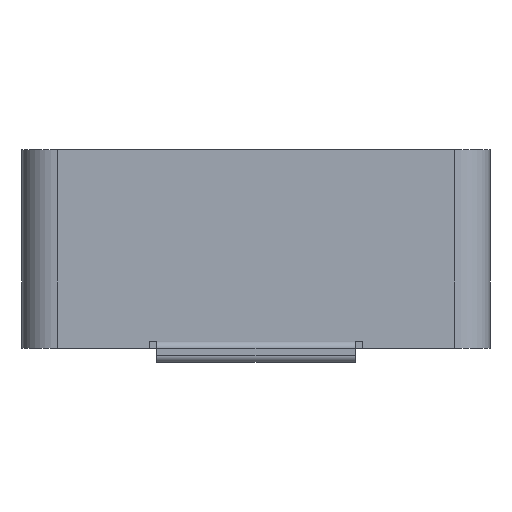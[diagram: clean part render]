
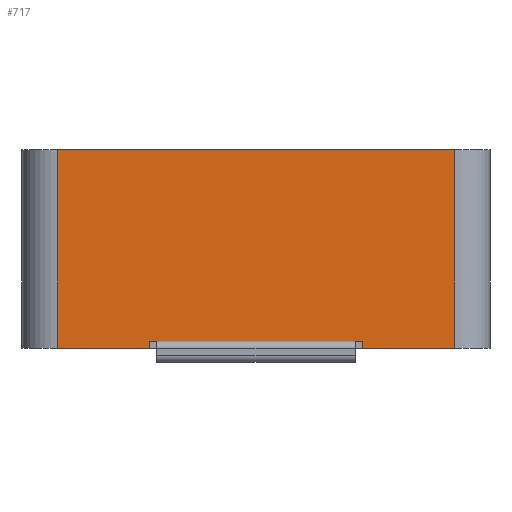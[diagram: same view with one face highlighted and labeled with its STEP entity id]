
A CAD part, front view. The second image highlights one B-rep face of the part: STEP entity #717.
In plain terms, the highlighted planar face has unit normal (0, -1, 0).
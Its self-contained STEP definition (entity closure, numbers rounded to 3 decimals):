
#206 = VERTEX_POINT('',#207);
#207 = CARTESIAN_POINT('',(1.5,1.,0.));
#214 = EDGE_CURVE('',#215,#206,#217,.T.);
#215 = VERTEX_POINT('',#216);
#216 = CARTESIAN_POINT('',(2.8,1.,0.));
#217 = LINE('',#218,#219);
#218 = CARTESIAN_POINT('',(7.6,1.,0.));
#219 = VECTOR('',#220,1.);
#220 = DIRECTION('',(-1.,0.,0.));
#255 = VERTEX_POINT('',#256);
#256 = CARTESIAN_POINT('',(5.8,1.,0.));
#262 = EDGE_CURVE('',#263,#255,#265,.T.);
#263 = VERTEX_POINT('',#264);
#264 = CARTESIAN_POINT('',(7.1,1.,0.));
#265 = LINE('',#266,#267);
#266 = CARTESIAN_POINT('',(7.6,1.,0.));
#267 = VECTOR('',#268,1.);
#268 = DIRECTION('',(-1.,0.,0.));
#697 = EDGE_CURVE('',#263,#698,#700,.T.);
#698 = VERTEX_POINT('',#699);
#699 = CARTESIAN_POINT('',(7.1,1.,2.8));
#700 = LINE('',#701,#702);
#701 = CARTESIAN_POINT('',(7.1,1.,0.));
#702 = VECTOR('',#703,1.);
#703 = DIRECTION('',(0.,0.,1.));
#717 = ADVANCED_FACE('',(#718),#775,.T.);
#718 = FACE_BOUND('',#719,.T.);
#719 = EDGE_LOOP('',(#720,#721,#722,#730,#736,#737,#745,#753,#761,#769)
  );
#720 = ORIENTED_EDGE('',*,*,#262,.F.);
#721 = ORIENTED_EDGE('',*,*,#697,.T.);
#722 = ORIENTED_EDGE('',*,*,#723,.T.);
#723 = EDGE_CURVE('',#698,#724,#726,.T.);
#724 = VERTEX_POINT('',#725);
#725 = CARTESIAN_POINT('',(1.5,1.,2.8));
#726 = LINE('',#727,#728);
#727 = CARTESIAN_POINT('',(7.6,1.,2.8));
#728 = VECTOR('',#729,1.);
#729 = DIRECTION('',(-1.,0.,0.));
#730 = ORIENTED_EDGE('',*,*,#731,.F.);
#731 = EDGE_CURVE('',#206,#724,#732,.T.);
#732 = LINE('',#733,#734);
#733 = CARTESIAN_POINT('',(1.5,1.,0.));
#734 = VECTOR('',#735,1.);
#735 = DIRECTION('',(0.,0.,1.));
#736 = ORIENTED_EDGE('',*,*,#214,.F.);
#737 = ORIENTED_EDGE('',*,*,#738,.T.);
#738 = EDGE_CURVE('',#215,#739,#741,.T.);
#739 = VERTEX_POINT('',#740);
#740 = CARTESIAN_POINT('',(2.8,1.,0.1));
#741 = LINE('',#742,#743);
#742 = CARTESIAN_POINT('',(2.8,1.,0.));
#743 = VECTOR('',#744,1.);
#744 = DIRECTION('',(0.,0.,1.));
#745 = ORIENTED_EDGE('',*,*,#746,.T.);
#746 = EDGE_CURVE('',#739,#747,#749,.T.);
#747 = VERTEX_POINT('',#748);
#748 = CARTESIAN_POINT('',(2.9,1.,0.1));
#749 = LINE('',#750,#751);
#750 = CARTESIAN_POINT('',(2.8,1.,0.1));
#751 = VECTOR('',#752,1.);
#752 = DIRECTION('',(1.,0.,0.));
#753 = ORIENTED_EDGE('',*,*,#754,.T.);
#754 = EDGE_CURVE('',#747,#755,#757,.T.);
#755 = VERTEX_POINT('',#756);
#756 = CARTESIAN_POINT('',(5.7,1.,0.1));
#757 = LINE('',#758,#759);
#758 = CARTESIAN_POINT('',(2.8,1.,0.1));
#759 = VECTOR('',#760,1.);
#760 = DIRECTION('',(1.,0.,0.));
#761 = ORIENTED_EDGE('',*,*,#762,.T.);
#762 = EDGE_CURVE('',#755,#763,#765,.T.);
#763 = VERTEX_POINT('',#764);
#764 = CARTESIAN_POINT('',(5.8,1.,0.1));
#765 = LINE('',#766,#767);
#766 = CARTESIAN_POINT('',(2.8,1.,0.1));
#767 = VECTOR('',#768,1.);
#768 = DIRECTION('',(1.,0.,0.));
#769 = ORIENTED_EDGE('',*,*,#770,.F.);
#770 = EDGE_CURVE('',#255,#763,#771,.T.);
#771 = LINE('',#772,#773);
#772 = CARTESIAN_POINT('',(5.8,1.,0.));
#773 = VECTOR('',#774,1.);
#774 = DIRECTION('',(0.,0.,1.));
#775 = PLANE('',#776);
#776 = AXIS2_PLACEMENT_3D('',#777,#778,#779);
#777 = CARTESIAN_POINT('',(7.6,1.,0.));
#778 = DIRECTION('',(0.,-1.,0.));
#779 = DIRECTION('',(-1.,0.,0.));
